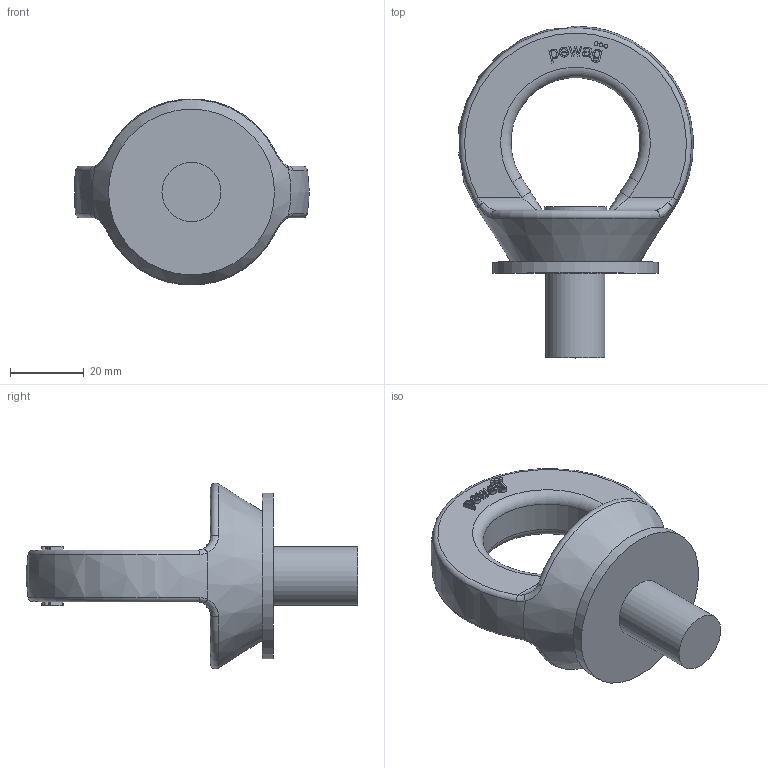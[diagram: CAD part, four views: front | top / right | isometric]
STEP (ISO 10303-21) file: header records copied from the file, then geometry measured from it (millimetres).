
FILE_DESCRIPTION(/* description */ (''),/* implementation_level */ '2;1');
FILE_NAME(/* name */ 'PLGWI_PSA_M16.stp',/* time_stamp */ '2021-09-15T14:57:24+02:00',/* author */ (''),/* organization */ (''),/* preprocessor_version */ 'ST-DEVELOPER v16',/* originating_system */ 'SIEMENS PLM Software NX 11.0',/* authorisation */ '');
FILE_SCHEMA (('AUTOMOTIVE_DESIGN { 1 0 10303 214 3 1 1 1 }'));
Length unit declared in the file: millimetre
Products named in the file (1): mum2C5C1BBEgpu5
Bounding box: 63.62 x 90 x 50.43 mm (x, y, z)
Volume: 52738.6 mm3; surface area: 14873.5 mm2
Topology: 1 solids, 1 shells, 187 faces, 467 edges, 307 vertices
Faces by surface type: plane 92, extrusion 56, cylinder 19, bspline 12, torus 6, cone 1, sphere 1
Full cylindrical faces by diameter (mm): 1.05 x6, 16 x1, 17 x1, 20.63 x1, 45 x1
Entity records: 6849 total; most frequent: CARTESIAN_POINT 2710, ORIENTED_EDGE 888, DIRECTION 624, EDGE_CURVE 444, VERTEX_POINT 296, VECTOR 252, B_SPLINE_CURVE_WITH_KNOTS 238, EDGE_LOOP 226
